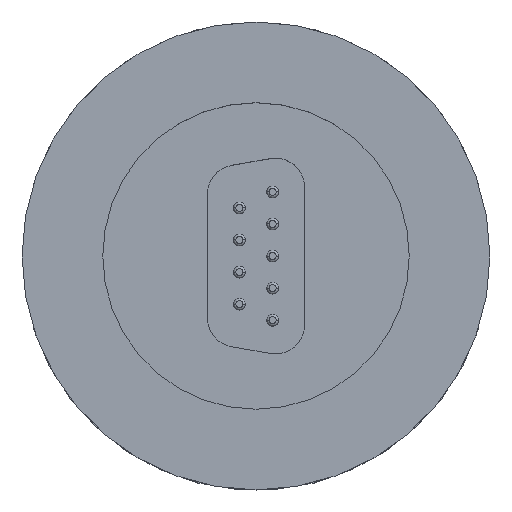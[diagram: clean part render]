
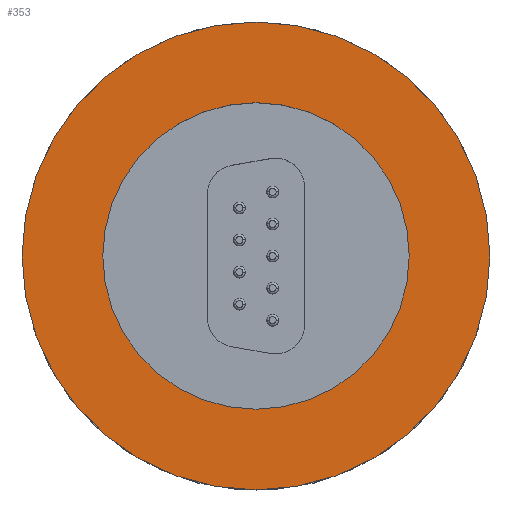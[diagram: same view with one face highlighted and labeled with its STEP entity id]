
A CAD part, top view. The second image highlights one B-rep face of the part: STEP entity #353.
In plain terms, the highlighted planar face has unit normal (0, 0, 1).
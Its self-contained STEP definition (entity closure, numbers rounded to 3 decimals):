
#353=ADVANCED_FACE('',(#784,#785),#786,.T.);
#784=FACE_BOUND('',#1304,.T.);
#785=FACE_OUTER_BOUND('',#1305,.T.);
#786=PLANE('',#1306);
#1304=EDGE_LOOP('',(#2251,#2252));
#1305=EDGE_LOOP('',(#2253,#2254));
#1306=AXIS2_PLACEMENT_3D('',#2255,#2256,#2257);
#2251=ORIENTED_EDGE('',*,*,#3274,.T.);
#2252=ORIENTED_EDGE('',*,*,#3275,.T.);
#2253=ORIENTED_EDGE('',*,*,#3276,.F.);
#2254=ORIENTED_EDGE('',*,*,#3277,.F.);
#2255=CARTESIAN_POINT('',(148.5,105.0,9.5));
#2256=DIRECTION('',(0.0,0.0,1.0));
#2257=DIRECTION('',(1.0,0.,0.0));
#3274=EDGE_CURVE('',#3987,#3988,#3989,.T.);
#3275=EDGE_CURVE('',#3988,#3987,#3990,.T.);
#3276=EDGE_CURVE('',#3991,#3992,#3993,.T.);
#3277=EDGE_CURVE('',#3992,#3991,#3994,.T.);
#3987=VERTEX_POINT('',#4818);
#3988=VERTEX_POINT('',#4819);
#3989=CIRCLE('',#4820,13.1);
#3990=CIRCLE('',#4821,13.1);
#3991=VERTEX_POINT('',#4822);
#3992=VERTEX_POINT('',#4823);
#3993=CIRCLE('',#4824,20.0);
#3994=CIRCLE('',#4825,20.0);
#4818=CARTESIAN_POINT('',(135.4,105.,9.5));
#4819=CARTESIAN_POINT('',(161.6,105.,9.5));
#4820=AXIS2_PLACEMENT_3D('',#5655,#5656,#5657);
#4821=AXIS2_PLACEMENT_3D('',#5658,#5659,#5660);
#4822=CARTESIAN_POINT('',(168.5,105.0,9.5));
#4823=CARTESIAN_POINT('',(128.5,105.0,9.5));
#4824=AXIS2_PLACEMENT_3D('',#5661,#5662,#5663);
#4825=AXIS2_PLACEMENT_3D('',#5664,#5665,#5666);
#5655=CARTESIAN_POINT('',(148.5,105.,9.5));
#5656=DIRECTION('',(0.0,0.0,-1.0));
#5657=DIRECTION('',(-1.0,0.,0.0));
#5658=CARTESIAN_POINT('',(148.5,105.,9.5));
#5659=DIRECTION('',(0.0,0.0,-1.0));
#5660=DIRECTION('',(-1.0,0.,0.0));
#5661=CARTESIAN_POINT('',(148.5,105.0,9.5));
#5662=DIRECTION('',(0.0,0.0,-1.0));
#5663=DIRECTION('',(1.0,0.0,0.0));
#5664=CARTESIAN_POINT('',(148.5,105.0,9.5));
#5665=DIRECTION('',(0.0,0.0,-1.0));
#5666=DIRECTION('',(1.0,0.0,0.0));
